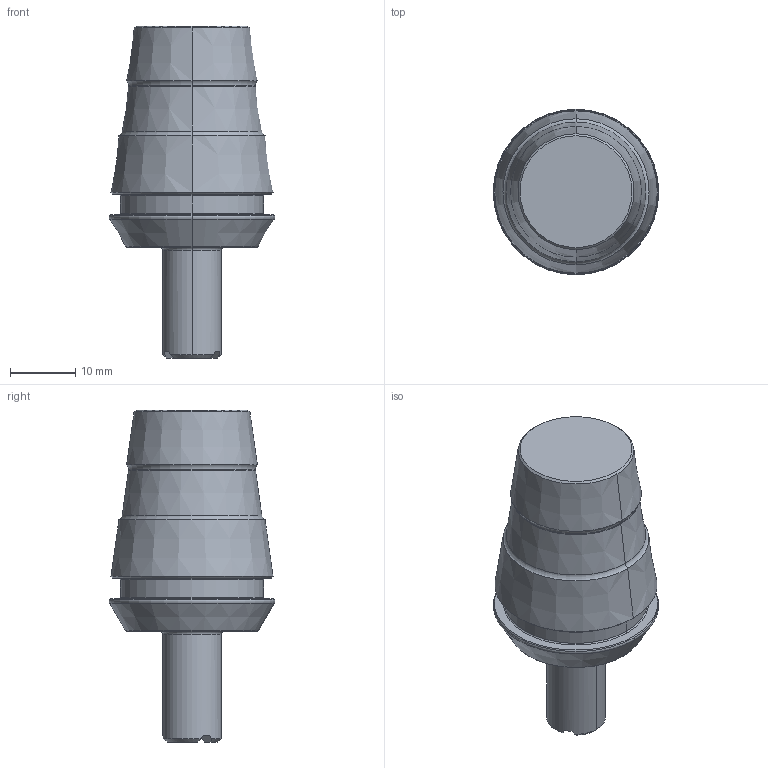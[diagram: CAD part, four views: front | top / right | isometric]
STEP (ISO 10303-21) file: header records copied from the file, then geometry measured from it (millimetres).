
FILE_DESCRIPTION(/* description */ (''),/* implementation_level */ '2;1');
FILE_NAME(/* name */ '1498827830105.stp',/* time_stamp */ '2017-06-30T15:03:54+02:00',/* author */ (''),/* organization */ ('SMS'),/* preprocessor_version */ 'ST-DEVELOPER v15',/* originating_system */ 'SIEMENS PLM Software NX 8.5',/* authorisation */ '');
FILE_SCHEMA (('AUTOMOTIVE_DESIGN { 1 0 10303 214 3 1 1 1 }'));
Length unit declared in the file: millimetre
Products named in the file (1): 201101248MOD000_01
Bounding box: 25.45 x 25.45 x 51.05 mm (x, y, z)
Volume: 13410.6 mm3; surface area: 3733 mm2
Topology: 1 solids, 1 shells, 61 faces, 142 edges, 84 vertices
Faces by surface type: cone 23, torus 16, plane 16, cylinder 6
Entity records: 1793 total; most frequent: CARTESIAN_POINT 361, DIRECTION 326, ORIENTED_EDGE 280, AXIS2_PLACEMENT_3D 145, EDGE_CURVE 140, VERTEX_POINT 84, CIRCLE 80, EDGE_LOOP 64
